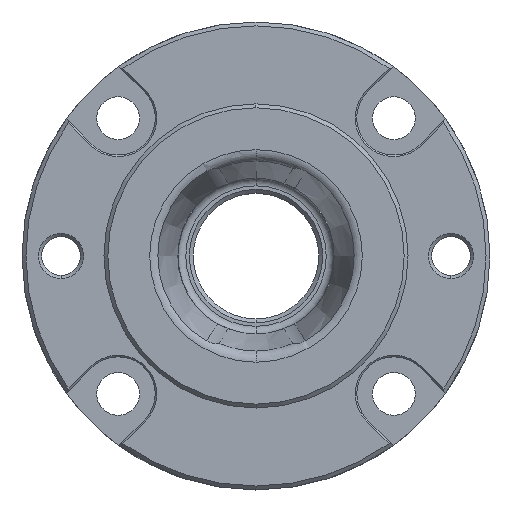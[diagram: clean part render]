
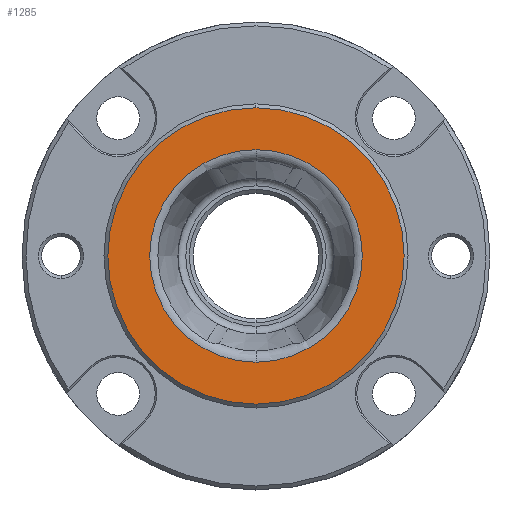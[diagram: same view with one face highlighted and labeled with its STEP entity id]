
A CAD part, top view. The second image highlights one B-rep face of the part: STEP entity #1285.
In plain terms, the highlighted planar face has unit normal (0, 0, 1).
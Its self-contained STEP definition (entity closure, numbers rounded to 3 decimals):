
#31 = CARTESIAN_POINT ( 'NONE',  ( -12.5, 0., 8. ) ) ;
#103 = EDGE_CURVE ( 'NONE', #1943, #3055, #1123, .T. ) ;
#308 = DIRECTION ( 'NONE',  ( 0., 0., -1. ) ) ;
#352 = PLANE ( 'NONE',  #2228 ) ;
#363 = EDGE_CURVE ( 'NONE', #3027, #1576, #3673, .T. ) ;
#380 = EDGE_LOOP ( 'NONE', ( #3236, #1997 ) ) ;
#432 = DIRECTION ( 'NONE',  ( 0., -1., 0. ) ) ;
#453 = CARTESIAN_POINT ( 'NONE',  ( 0., -13.63, 8. ) ) ;
#731 = EDGE_CURVE ( 'NONE', #1576, #3027, #1004, .T. ) ;
#944 = AXIS2_PLACEMENT_3D ( 'NONE', #2847, #1958, #3690 ) ;
#955 = EDGE_CURVE ( 'NONE', #3055, #1943, #2763, .T. ) ;
#987 = CARTESIAN_POINT ( 'NONE',  ( 0., -19., 8. ) ) ;
#1004 = CIRCLE ( 'NONE', #944, 19. ) ;
#1123 = CIRCLE ( 'NONE', #1604, 13.63 ) ;
#1243 = AXIS2_PLACEMENT_3D ( 'NONE', #1660, #1380, #432 ) ;
#1285 = ADVANCED_FACE ( 'NONE', ( #2391, #2615 ), #352, .T. ) ;
#1380 = DIRECTION ( 'NONE',  ( 0., 0., -1. ) ) ;
#1572 = DIRECTION ( 'NONE',  ( 0., 1., 0. ) ) ;
#1576 = VERTEX_POINT ( 'NONE', #3716 ) ;
#1591 = ORIENTED_EDGE ( 'NONE', *, *, #363, .F. ) ;
#1604 = AXIS2_PLACEMENT_3D ( 'NONE', #2918, #308, #2631 ) ;
#1614 = AXIS2_PLACEMENT_3D ( 'NONE', #3002, #3050, #1572 ) ;
#1660 = CARTESIAN_POINT ( 'NONE',  ( 0., 0., 8. ) ) ;
#1943 = VERTEX_POINT ( 'NONE', #3030 ) ;
#1958 = DIRECTION ( 'NONE',  ( 0., 0., -1. ) ) ;
#1997 = ORIENTED_EDGE ( 'NONE', *, *, #955, .T. ) ;
#2103 = EDGE_LOOP ( 'NONE', ( #1591, #3238 ) ) ;
#2228 = AXIS2_PLACEMENT_3D ( 'NONE', #31, #2354, #2964 ) ;
#2354 = DIRECTION ( 'NONE',  ( 0., 0., 1. ) ) ;
#2391 = FACE_BOUND ( 'NONE', #380, .T. ) ;
#2615 = FACE_OUTER_BOUND ( 'NONE', #2103, .T. ) ;
#2631 = DIRECTION ( 'NONE',  ( 0., 1., 0. ) ) ;
#2763 = CIRCLE ( 'NONE', #1614, 13.63 ) ;
#2847 = CARTESIAN_POINT ( 'NONE',  ( 0., 0., 8. ) ) ;
#2918 = CARTESIAN_POINT ( 'NONE',  ( 0., 0., 8. ) ) ;
#2964 = DIRECTION ( 'NONE',  ( 0., 1., 0. ) ) ;
#3002 = CARTESIAN_POINT ( 'NONE',  ( 0., 0., 8. ) ) ;
#3027 = VERTEX_POINT ( 'NONE', #987 ) ;
#3030 = CARTESIAN_POINT ( 'NONE',  ( 0., 13.63, 8. ) ) ;
#3050 = DIRECTION ( 'NONE',  ( 0., 0., -1. ) ) ;
#3055 = VERTEX_POINT ( 'NONE', #453 ) ;
#3236 = ORIENTED_EDGE ( 'NONE', *, *, #103, .T. ) ;
#3238 = ORIENTED_EDGE ( 'NONE', *, *, #731, .F. ) ;
#3673 = CIRCLE ( 'NONE', #1243, 19. ) ;
#3690 = DIRECTION ( 'NONE',  ( 0., -1., 0. ) ) ;
#3716 = CARTESIAN_POINT ( 'NONE',  ( 0., 19., 8. ) ) ;
